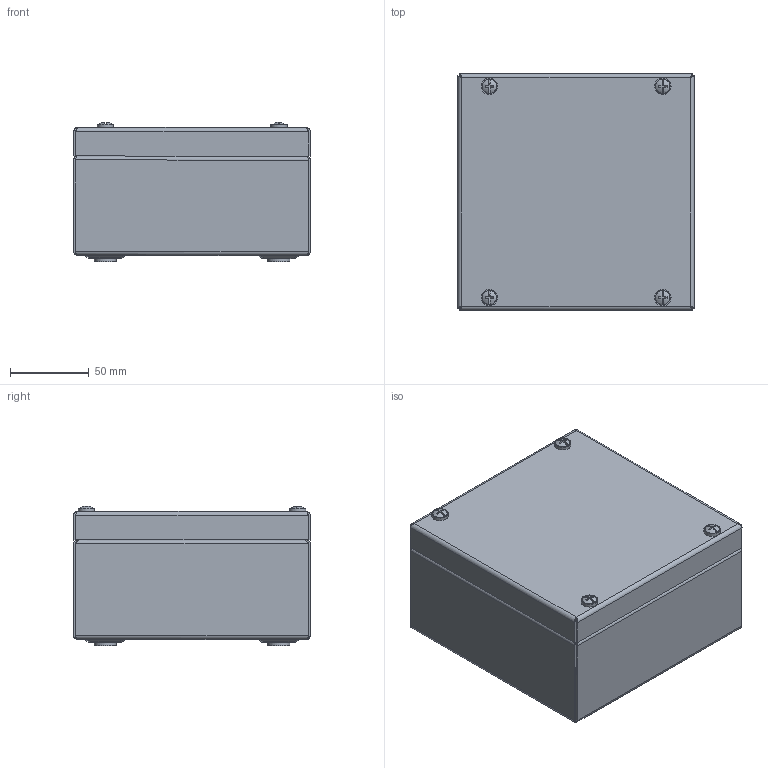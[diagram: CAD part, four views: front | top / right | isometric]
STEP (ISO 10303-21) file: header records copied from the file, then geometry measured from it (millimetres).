
FILE_DESCRIPTION(/* description */ (''),/* implementation_level */ '2;1');
FILE_NAME(/* name */ '20151508000-RST.stp',/* time_stamp */ '2021-09-08T13:08:41+02:00',/* author */ ('sl'),/* organization */ (''),/* preprocessor_version */ 'ST-DEVELOPER v16.5',/* originating_system */ 'Autodesk Inventor 2017',/* authorisation */ '');
FILE_SCHEMA (('AUTOMOTIVE_DESIGN { 1 0 10303 214 3 1 1 }'));
Length unit declared in the file: millimetre
Products named in the file (13): Edelstahl-Gehäuse-04-BG-0001-20151508000; Deckel-Edelstahl-Gehäuse-04-BG-0002-20151508000; 42026; 41070; 82410; 93379; 93344; UT-Edelstahl-Gehäuse-04-BG-0003-20151508000; 86003_Bl.1,25; 42108; 42001; Fuß-Edelstahl-Gehäuse-01-BT-0001-20101006000; Erdung-Edelstahl-Gehäuse-01-BT-0002-20101006000
Assembly tree (29 placements, depth 3):
  Edelstahl-Gehäuse-04-BG-0001-20151508000
    Deckel-Edelstahl-Gehäuse-04-BG-0002-20151508000
      82410  x4
      41070  x4
      42026
      93344  x4
      93379
    UT-Edelstahl-Gehäuse-04-BG-0003-20151508000
      86003_Bl.1,25  x4
      42108  x2
      42001
      Erdung-Edelstahl-Gehäuse-01-BT-0002-20101006000
    Fuß-Edelstahl-Gehäuse-01-BT-0001-20101006000  x4
    Erdung-Edelstahl-Gehäuse-01-BT-0002-20101006000
Bounding box: 150.1 x 150.05 x 88.61 mm (x, y, z)
Volume: 169437.4 mm3; surface area: 245014.5 mm2
Topology: 27 solids, 27 shells, 744 faces, 1596 edges, 953 vertices
Faces by surface type: plane 337, cylinder 218, bspline 100, cone 45, sphere 24, torus 20
Full cylindrical faces by diameter (mm): 4.2 x8, 4.7 x2, 5 x16, 5.9 x4, 6 x1, 7 x9, 7.1 x4, 8 x10, 8.5 x4, 9 x4, 10 x8, 10.4 x4, 14 x4
Entity records: 18411 total; most frequent: CARTESIAN_POINT 7844, DIRECTION 2055, ORIENTED_EDGE 2010, EDGE_CURVE 1005, AXIS2_PLACEMENT_3D 760, VERTEX_POINT 607, EDGE_LOOP 598, LINE 535
